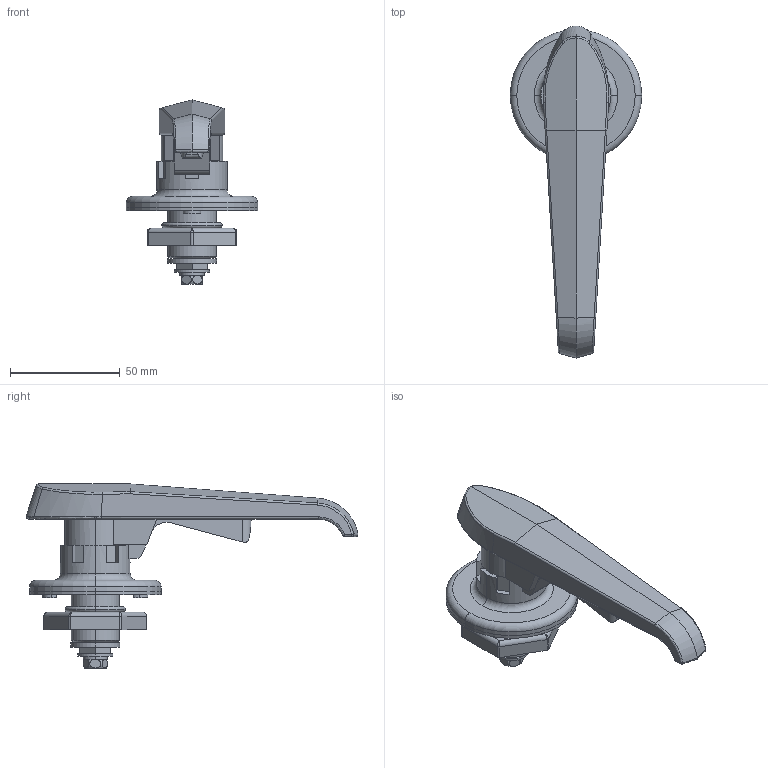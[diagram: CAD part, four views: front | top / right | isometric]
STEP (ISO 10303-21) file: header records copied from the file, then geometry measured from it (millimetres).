
FILE_DESCRIPTION (( 'STEP AP203' ), '1' );
FILE_NAME ('sone3D.STEP', '2016-03-02T05:58:23', ( '' ), ( '' ), 'SwSTEP 2.0', 'SolidWorks 2012', '' );
FILE_SCHEMA (( 'CONFIG_CONTROL_DESIGN' ));
Length unit declared in the file: millimetre
Products named in the file (9): sone3D; A-1140-W-1リングワッシャー_; A-1140-W-1M6僱僕__M6亊14; A-1140-W-1平ワッシャー_; A-1140-W-1角穴スペーサ__t2.0; A-1140-W-1六角ナット_; A-1140-W-1本体__-1-2(鍵無し); A-1140-W-1受座_; A-1140-W-1僷僢僉儞_
Assembly tree (8 placements, depth 2):
  sone3D
    A-1140-W-1僷僢僉儞_
    A-1140-W-1受座_
    A-1140-W-1本体__-1-2(鍵無し)
    A-1140-W-1六角ナット_
    A-1140-W-1角穴スペーサ__t2.0
    A-1140-W-1平ワッシャー_
    A-1140-W-1M6僱僕__M6亊14
    A-1140-W-1リングワッシャー_
Bounding box: 60 x 151.45 x 84 mm (x, y, z)
Volume: 103384.9 mm3; surface area: 39295.2 mm2
Topology: 8 solids, 8 shells, 252 faces, 599 edges, 373 vertices
Faces by surface type: plane 117, cylinder 81, bspline 34, torus 14, cone 4, sphere 2
Entity records: 9702 total; most frequent: CARTESIAN_POINT 3135, ORIENTED_EDGE 1186, DIRECTION 1145, EDGE_CURVE 593, AXIS2_PLACEMENT_3D 423, VERTEX_POINT 373, LINE 299, VECTOR 299
